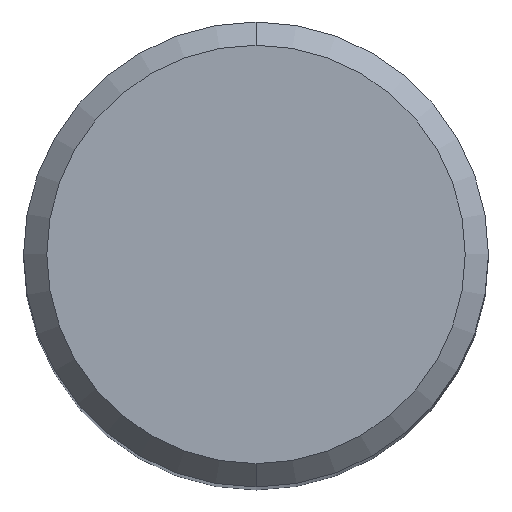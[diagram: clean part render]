
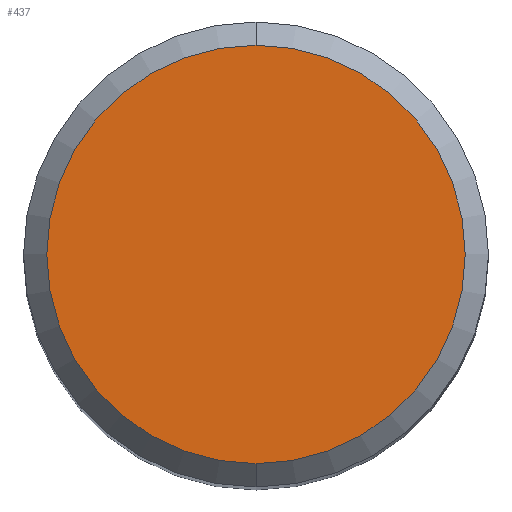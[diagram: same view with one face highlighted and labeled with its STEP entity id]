
A CAD part, top view. The second image highlights one B-rep face of the part: STEP entity #437.
In plain terms, the highlighted planar face has unit normal (0, 0, 1).
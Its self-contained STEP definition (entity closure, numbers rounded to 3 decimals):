
#237=VERTEX_POINT('',#533);
#265=EDGE_CURVE('',#237,#341,#563,.T.);
#341=VERTEX_POINT('',#646);
#365=EDGE_CURVE('',#341,#237,#673,.T.);
#437=ADVANCED_FACE('',(#755),#756,.T.);
#533=CARTESIAN_POINT('',(0.,-4.5,0.0));
#563=CIRCLE('',#1008,4.5);
#646=CARTESIAN_POINT('',(0.0,4.5,0.0));
#673=CIRCLE('',#1264,4.5);
#755=FACE_OUTER_BOUND('',#1407,.T.);
#756=PLANE('',#1408);
#1008=AXIS2_PLACEMENT_3D('',#1513,#1514,#1515);
#1264=AXIS2_PLACEMENT_3D('',#1634,#1635,#1636);
#1407=EDGE_LOOP('',(#1741,#1742));
#1408=AXIS2_PLACEMENT_3D('',#1743,#1744,#1745);
#1513=CARTESIAN_POINT('',(0.0,0.0,0.0));
#1514=DIRECTION('',(0.0,0.0,-1.0));
#1515=DIRECTION('',(0.0,1.0,0.0));
#1634=CARTESIAN_POINT('',(0.0,0.0,0.0));
#1635=DIRECTION('',(0.0,0.0,-1.0));
#1636=DIRECTION('',(0.0,1.0,0.0));
#1741=ORIENTED_EDGE('',*,*,#365,.F.);
#1742=ORIENTED_EDGE('',*,*,#265,.F.);
#1743=CARTESIAN_POINT('',(0.0,2.25,0.0));
#1744=DIRECTION('',(-0.0,0.0,1.0));
#1745=DIRECTION('',(0.0,-1.0,0.0));
